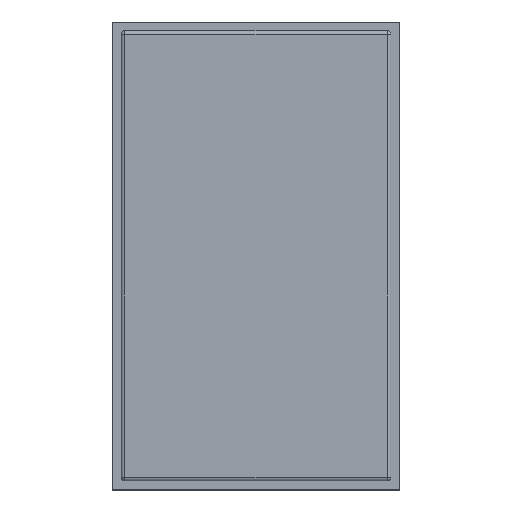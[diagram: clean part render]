
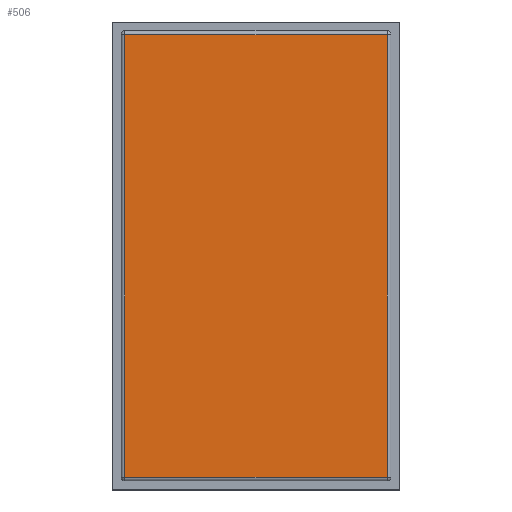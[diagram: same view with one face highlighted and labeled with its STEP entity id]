
A CAD part, top view. The second image highlights one B-rep face of the part: STEP entity #506.
In plain terms, the highlighted planar face has unit normal (0, 0, 1).
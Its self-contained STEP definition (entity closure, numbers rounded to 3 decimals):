
#330 = VERTEX_POINT('',#331);
#331 = CARTESIAN_POINT('',(-7.3,12.3,2.5));
#338 = EDGE_CURVE('',#330,#339,#341,.T.);
#339 = VERTEX_POINT('',#340);
#340 = CARTESIAN_POINT('',(7.3,12.3,2.5));
#341 = LINE('',#342,#343);
#342 = CARTESIAN_POINT('',(-7.5,12.3,2.5));
#343 = VECTOR('',#344,1.);
#344 = DIRECTION('',(1.,0.,0.));
#506 = ADVANCED_FACE('',(#507),#532,.T.);
#507 = FACE_BOUND('',#508,.T.);
#508 = EDGE_LOOP('',(#509,#510,#518,#526));
#509 = ORIENTED_EDGE('',*,*,#338,.F.);
#510 = ORIENTED_EDGE('',*,*,#511,.F.);
#511 = EDGE_CURVE('',#512,#330,#514,.T.);
#512 = VERTEX_POINT('',#513);
#513 = CARTESIAN_POINT('',(-7.3,-12.3,2.5));
#514 = LINE('',#515,#516);
#515 = CARTESIAN_POINT('',(-7.3,-12.5,2.5));
#516 = VECTOR('',#517,1.);
#517 = DIRECTION('',(0.,1.,0.));
#518 = ORIENTED_EDGE('',*,*,#519,.F.);
#519 = EDGE_CURVE('',#520,#512,#522,.T.);
#520 = VERTEX_POINT('',#521);
#521 = CARTESIAN_POINT('',(7.3,-12.3,2.5));
#522 = LINE('',#523,#524);
#523 = CARTESIAN_POINT('',(7.5,-12.3,2.5));
#524 = VECTOR('',#525,1.);
#525 = DIRECTION('',(-1.,0.,0.));
#526 = ORIENTED_EDGE('',*,*,#527,.F.);
#527 = EDGE_CURVE('',#339,#520,#528,.T.);
#528 = LINE('',#529,#530);
#529 = CARTESIAN_POINT('',(7.3,12.5,2.5));
#530 = VECTOR('',#531,1.);
#531 = DIRECTION('',(0.,-1.,0.));
#532 = PLANE('',#533);
#533 = AXIS2_PLACEMENT_3D('',#534,#535,#536);
#534 = CARTESIAN_POINT('',(0.,0.,2.5));
#535 = DIRECTION('',(0.,0.,1.));
#536 = DIRECTION('',(1.,0.,0.));
